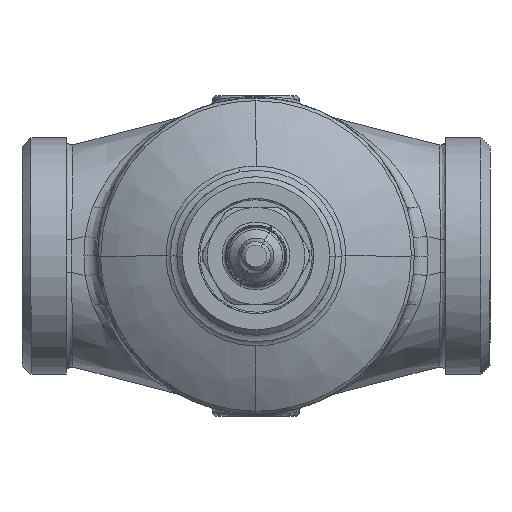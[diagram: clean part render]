
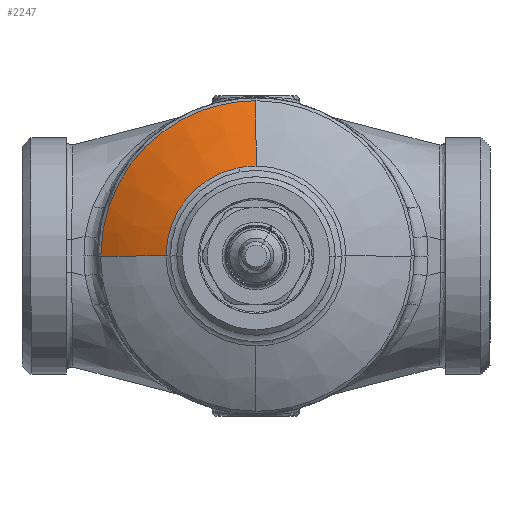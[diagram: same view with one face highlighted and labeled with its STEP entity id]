
A CAD part, front view. The second image highlights one B-rep face of the part: STEP entity #2247.
In plain terms, the highlighted free-form (B-spline) face has degree [3, 3] with [4, 4] control points.
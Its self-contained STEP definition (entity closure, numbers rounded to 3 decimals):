
#1513=CARTESIAN_POINT('Axis2P3D Location',(0.,-40.819,0.)) ;
#1517=CARTESIAN_POINT('Vertex',(-4.682,-40.819,24.549)) ;
#1519=CARTESIAN_POINT('Vertex',(-24.992,-40.819,0.)) ;
#1556=CARTESIAN_POINT('Vertex',(0.,-40.819,24.992)) ;
#1559=CARTESIAN_POINT('Axis2P3D Location',(0.,-40.819,0.)) ;
#2202=CARTESIAN_POINT('Control Point',(-24.559,-40.955,-1.545)) ;
#2203=CARTESIAN_POINT('Control Point',(-31.237,-38.606,-1.965)) ;
#2204=CARTESIAN_POINT('Control Point',(-37.546,-35.394,-2.362)) ;
#2205=CARTESIAN_POINT('Control Point',(-43.376,-31.373,-2.729)) ;
#2206=CARTESIAN_POINT('Control Point',(-25.51,-40.955,13.568)) ;
#2207=CARTESIAN_POINT('Control Point',(-32.446,-38.606,17.258)) ;
#2208=CARTESIAN_POINT('Control Point',(-39.,-35.394,20.744)) ;
#2209=CARTESIAN_POINT('Control Point',(-45.056,-31.373,23.965)) ;
#2210=CARTESIAN_POINT('Control Point',(-15.143,-40.955,24.607)) ;
#2211=CARTESIAN_POINT('Control Point',(-19.261,-38.606,31.298)) ;
#2212=CARTESIAN_POINT('Control Point',(-23.151,-35.394,37.62)) ;
#2213=CARTESIAN_POINT('Control Point',(-26.746,-31.373,43.462)) ;
#2214=CARTESIAN_POINT('Control Point',(0.,-40.955,24.607)) ;
#2215=CARTESIAN_POINT('Control Point',(0.,-38.606,31.298)) ;
#2216=CARTESIAN_POINT('Control Point',(0.,-35.394,37.62)) ;
#2217=CARTESIAN_POINT('Control Point',(0.,-31.373,43.462)) ;
#2219=CARTESIAN_POINT('Control Point',(0.,-40.819,24.992)) ;
#2220=CARTESIAN_POINT('Control Point',(0.,-38.528,31.413)) ;
#2221=CARTESIAN_POINT('Control Point',(0.,-35.44,37.49)) ;
#2222=CARTESIAN_POINT('Control Point',(0.,-31.604,43.125)) ;
#2223=CARTESIAN_POINT('Vertex',(0.,-31.604,43.125)) ;
#2227=CARTESIAN_POINT('Control Point',(-43.125,-31.604,0.)) ;
#2228=CARTESIAN_POINT('Control Point',(-43.125,-31.604,25.398)) ;
#2229=CARTESIAN_POINT('Control Point',(-25.126,-31.604,43.125)) ;
#2230=CARTESIAN_POINT('Control Point',(0.,-31.604,43.125)) ;
#2231=CARTESIAN_POINT('Vertex',(-43.125,-31.604,0.)) ;
#2235=CARTESIAN_POINT('Control Point',(-24.992,-40.819,0.)) ;
#2236=CARTESIAN_POINT('Control Point',(-31.413,-38.528,0.)) ;
#2237=CARTESIAN_POINT('Control Point',(-37.49,-35.44,0.)) ;
#2238=CARTESIAN_POINT('Control Point',(-43.125,-31.604,0.)) ;
#1514=DIRECTION('Axis2P3D Direction',(0.,1.,0.)) ;
#1560=DIRECTION('Axis2P3D Direction',(0.,1.,0.)) ;
#1515=AXIS2_PLACEMENT_3D('Circle Axis2P3D',#1513,#1514,$) ;
#1561=AXIS2_PLACEMENT_3D('Circle Axis2P3D',#1559,#1560,$) ;
#2241=ORIENTED_EDGE('',*,*,#2225,.T.) ;
#2242=ORIENTED_EDGE('',*,*,#2233,.F.) ;
#2243=ORIENTED_EDGE('',*,*,#2239,.T.) ;
#2244=ORIENTED_EDGE('',*,*,#1521,.F.) ;
#2245=ORIENTED_EDGE('',*,*,#1563,.F.) ;
#2247=ADVANCED_FACE('MANIFOLD_SOLID_BREP #13029',(#2246),#2201,.T.) ;
#1516=CIRCLE('generated circle',#1515,24.992) ;
#1562=CIRCLE('generated circle',#1561,24.992) ;
#1521=EDGE_CURVE('',#1518,#1520,#1516,.F.) ;
#1563=EDGE_CURVE('',#1557,#1518,#1562,.F.) ;
#2225=EDGE_CURVE('',#1557,#2224,#2218,.T.) ;
#2233=EDGE_CURVE('',#2232,#2224,#2226,.T.) ;
#2239=EDGE_CURVE('',#2232,#1520,#2234,.F.) ;
#2240=EDGE_LOOP('',(#2241,#2242,#2243,#2244,#2245)) ;
#2246=FACE_OUTER_BOUND('',#2240,.T.) ;
#1518=VERTEX_POINT('',#1517) ;
#1520=VERTEX_POINT('',#1519) ;
#1557=VERTEX_POINT('',#1556) ;
#2224=VERTEX_POINT('',#2223) ;
#2232=VERTEX_POINT('',#2231) ;
#2218=(BOUNDED_CURVE()B_SPLINE_CURVE(3,(#2219,#2220,#2221,#2222),.UNSPECIFIED.,.F.,.U.)B_SPLINE_CURVE_WITH_KNOTS((4,4),(0.443,22.525),.UNSPECIFIED.)CURVE()GEOMETRIC_REPRESENTATION_ITEM()RATIONAL_B_SPLINE_CURVE((1.192,1.186,1.186,1.192))REPRESENTATION_ITEM('')) ;
#2226=(BOUNDED_CURVE()B_SPLINE_CURVE(3,(#2227,#2228,#2229,#2230),.UNSPECIFIED.,.F.,.U.)B_SPLINE_CURVE_WITH_KNOTS((4,4),(2.689,63.227),.UNSPECIFIED.)CURVE()GEOMETRIC_REPRESENTATION_ITEM()RATIONAL_B_SPLINE_CURVE((1.161,0.942,0.952,1.192))REPRESENTATION_ITEM('')) ;
#2234=(BOUNDED_CURVE()B_SPLINE_CURVE(3,(#2235,#2236,#2237,#2238),.UNSPECIFIED.,.F.,.U.)B_SPLINE_CURVE_WITH_KNOTS((4,4),(0.443,22.525),.UNSPECIFIED.)CURVE()GEOMETRIC_REPRESENTATION_ITEM()RATIONAL_B_SPLINE_CURVE((1.161,1.155,1.155,1.161))REPRESENTATION_ITEM('')) ;
#2201=(BOUNDED_SURFACE()B_SPLINE_SURFACE(3,3,((#2202,#2203,#2204,#2205),(#2206,#2207,#2208,#2209),(#2210,#2211,#2212,#2213),(#2214,#2215,#2216,#2217)),.UNSPECIFIED.,.F.,.F.,.U.)B_SPLINE_SURFACE_WITH_KNOTS((4,4),(4,4),(0.,63.227),(0.,22.968),.UNSPECIFIED.)GEOMETRIC_REPRESENTATION_ITEM()RATIONAL_B_SPLINE_SURFACE(((1.192,1.186,1.186,1.192),(0.942,0.936,0.936,0.942),(0.942,0.936,0.936,0.942),(1.192,1.186,1.186,1.192)))REPRESENTATION_ITEM('Rational BSpline Surface')SURFACE()) ;
